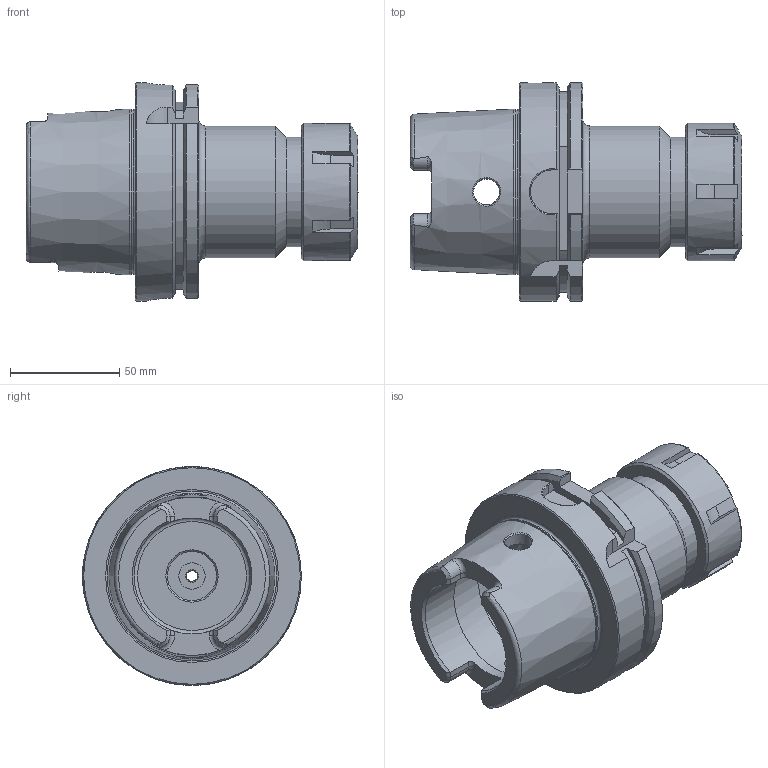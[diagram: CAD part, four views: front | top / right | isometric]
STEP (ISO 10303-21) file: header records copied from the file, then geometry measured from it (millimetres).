
FILE_DESCRIPTION((''),'2;1');
FILE_NAME('H100-40ER4.stp','2014-08-11T10:58:44',('kaykin'),(''),'Autodesk Inventor 2012','Autodesk Inventor 2012','');
FILE_SCHEMA(('AUTOMOTIVE_DESIGN { 1 0 10303 214 1 1 1 1 }'));
Length unit declared in the file: inch
Products named in the file (5): H100-40ER4; H100-40ER4-1; BS-10; 40ERN
Assembly tree (4 placements, depth 3):
  H100-40ER4
    H100-40ER4-1
      H100-40ER4-1
      BS-10
    40ERN
Bounding box: 151.73 x 100 x 100 mm (x, y, z)
Volume: 393274.6 mm3; surface area: 80591.7 mm2
Topology: 3 solids, 3 shells, 200 faces, 508 edges, 322 vertices
Faces by surface type: plane 77, cylinder 55, cone 38, torus 19, bspline 11
Full cylindrical faces by diameter (mm): 5.588 x1, 7.112 x1, 10 x1, 12 x3, 22.377 x1, 24.892 x2, 25.016 x1, 26.848 x1, 28.397 x1, 30.988 x1, 31.115 x1, 32.97 x1, 40 x1, 48.5 x1, 50 x1, 52.25 x1, 53 x2, 60.325 x1, 63 x2, 75.364 x1, 100 x1
Entity records: 6745 total; most frequent: CARTESIAN_POINT 2189, ORIENTED_EDGE 874, DIRECTION 853, EDGE_CURVE 437, AXIS2_PLACEMENT_3D 362, VERTEX_POINT 308, EDGE_LOOP 275, FACE_OUTER_BOUND 200
